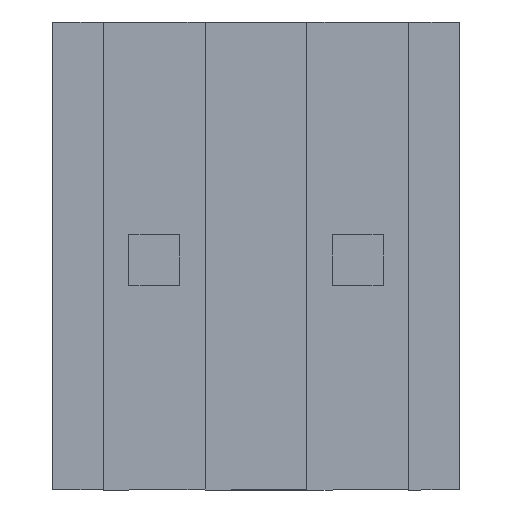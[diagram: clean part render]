
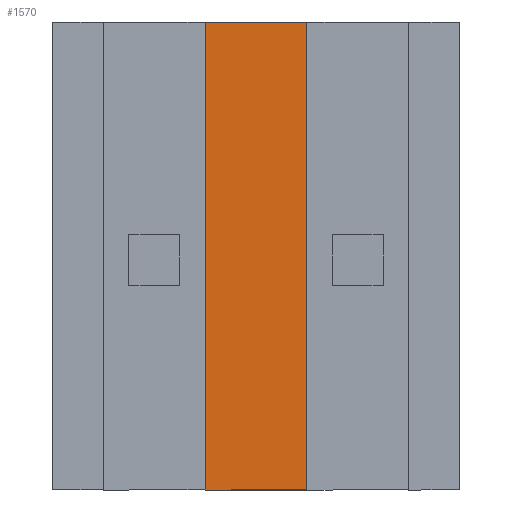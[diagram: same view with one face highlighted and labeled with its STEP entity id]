
A CAD part, front view. The second image highlights one B-rep face of the part: STEP entity #1570.
In plain terms, the highlighted planar face has unit normal (0, -1, 0).
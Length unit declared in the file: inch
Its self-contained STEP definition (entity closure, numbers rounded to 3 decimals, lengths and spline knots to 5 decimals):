
#18 = VERTEX_POINT ( 'NONE', #1247 ) ;
#20 = ORIENTED_EDGE ( 'NONE', *, *, #1001, .T. ) ;
#29 = LINE ( 'NONE', #1151, #261 ) ;
#61 = DIRECTION ( 'NONE',  ( 0., 0., -1. ) ) ;
#73 = CARTESIAN_POINT ( 'NONE',  ( -0.025, -0.0625, -0.113 ) ) ;
#184 = DIRECTION ( 'NONE',  ( 0., -1., 0. ) ) ;
#261 = VECTOR ( 'NONE', #985, 39.37008 ) ;
#300 = FACE_OUTER_BOUND ( 'NONE', #1205, .T. ) ;
#554 = VERTEX_POINT ( 'NONE', #73 ) ;
#659 = ORIENTED_EDGE ( 'NONE', *, *, #1126, .T. ) ;
#702 = CARTESIAN_POINT ( 'NONE',  ( 0.025, -0.0625, -0.113 ) ) ;
#781 = VERTEX_POINT ( 'NONE', #702 ) ;
#797 = CARTESIAN_POINT ( 'NONE',  ( 0., -0.0625, 0.117 ) ) ;
#960 = PLANE ( 'NONE',  #1506 ) ;
#970 = VECTOR ( 'NONE', #1421, 39.37008 ) ;
#985 = DIRECTION ( 'NONE',  ( 1., 0., 0. ) ) ;
#1001 = EDGE_CURVE ( 'NONE', #781, #1382, #1332, .T. ) ;
#1087 = ORIENTED_EDGE ( 'NONE', *, *, #1863, .T. ) ;
#1126 = EDGE_CURVE ( 'NONE', #554, #781, #29, .T. ) ;
#1151 = CARTESIAN_POINT ( 'NONE',  ( 0., -0.0625, -0.113 ) ) ;
#1205 = EDGE_LOOP ( 'NONE', ( #1515, #659, #20, #1087 ) ) ;
#1247 = CARTESIAN_POINT ( 'NONE',  ( -0.025, -0.0625, 0.117 ) ) ;
#1332 = LINE ( 'NONE', #1859, #1635 ) ;
#1382 = VERTEX_POINT ( 'NONE', #1782 ) ;
#1421 = DIRECTION ( 'NONE',  ( -1., 0., 0. ) ) ;
#1423 = CARTESIAN_POINT ( 'NONE',  ( -0.104, -0.0625, 0.1216 ) ) ;
#1427 = EDGE_CURVE ( 'NONE', #18, #554, #1763, .T. ) ;
#1448 = VECTOR ( 'NONE', #61, 39.37008 ) ;
#1449 = CARTESIAN_POINT ( 'NONE',  ( -0.025, -0.0625, 0.002 ) ) ;
#1506 = AXIS2_PLACEMENT_3D ( 'NONE', #1423, #184, #1697 ) ;
#1515 = ORIENTED_EDGE ( 'NONE', *, *, #1427, .T. ) ;
#1570 = ADVANCED_FACE ( 'NONE', ( #300 ), #960, .T. ) ;
#1635 = VECTOR ( 'NONE', #1709, 39.37008 ) ;
#1697 = DIRECTION ( 'NONE',  ( 0., 0., -1. ) ) ;
#1709 = DIRECTION ( 'NONE',  ( 0., 0., 1. ) ) ;
#1763 = LINE ( 'NONE', #1449, #1448 ) ;
#1782 = CARTESIAN_POINT ( 'NONE',  ( 0.025, -0.0625, 0.117 ) ) ;
#1859 = CARTESIAN_POINT ( 'NONE',  ( 0.025, -0.0625, 0.002 ) ) ;
#1863 = EDGE_CURVE ( 'NONE', #1382, #18, #1876, .T. ) ;
#1876 = LINE ( 'NONE', #797, #970 ) ;
